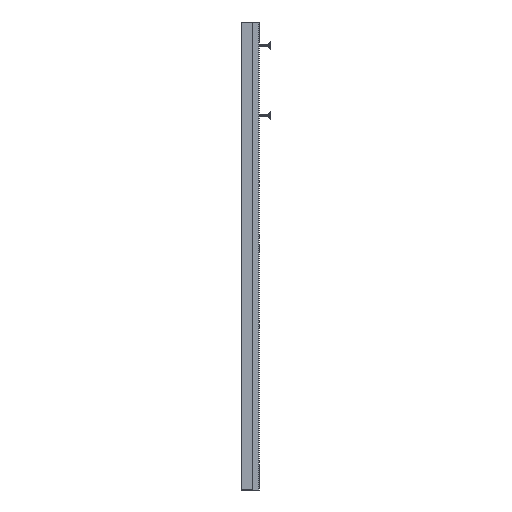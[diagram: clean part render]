
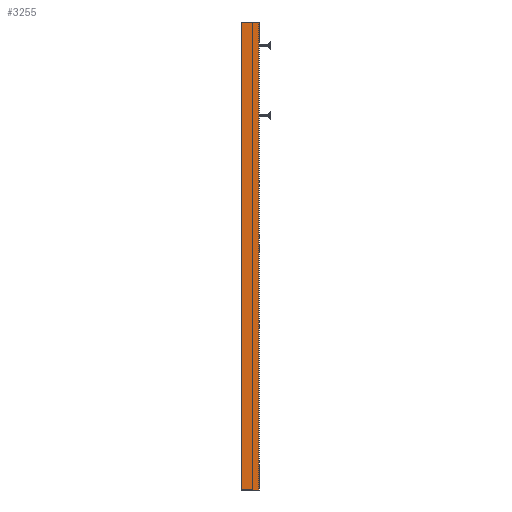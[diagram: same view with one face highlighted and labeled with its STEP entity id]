
A CAD part, left-side view. The second image highlights one B-rep face of the part: STEP entity #3255.
In plain terms, the highlighted planar face has unit normal (-1, 0, 0).
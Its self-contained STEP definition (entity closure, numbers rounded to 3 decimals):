
#1113=DIRECTION('',(0.,-0.707,0.707));
#1114=VECTOR('',#1113,2.828);
#1115=CARTESIAN_POINT('',(-250.,78.,998.));
#1116=LINE('',#1115,#1114);
#1120=DIRECTION('',(0.,0.,1.));
#1121=VECTOR('',#1120,2000.);
#1122=CARTESIAN_POINT('',(-250.,3.,-1000.));
#1123=LINE('',#1122,#1121);
#1127=DIRECTION('',(0.,0.707,0.707));
#1128=VECTOR('',#1127,2.828);
#1129=CARTESIAN_POINT('',(-250.,76.,-1000.));
#1130=LINE('',#1129,#1128);
#1141=DIRECTION('',(0.,0.,1.));
#1142=VECTOR('',#1141,1996.);
#1143=CARTESIAN_POINT('',(-250.,78.,-998.));
#1144=LINE('',#1143,#1142);
#1169=DIRECTION('',(0.,1.,0.));
#1170=VECTOR('',#1169,73.);
#1171=CARTESIAN_POINT('',(-250.,3.,-1000.));
#1172=LINE('',#1171,#1170);
#1255=DIRECTION('',(0.,1.,0.));
#1256=VECTOR('',#1255,73.);
#1257=CARTESIAN_POINT('',(-250.,3.,1000.));
#1258=LINE('',#1257,#1256);
#2502=CARTESIAN_POINT('',(-250.,78.,998.));
#2503=CARTESIAN_POINT('',(-250.,76.,1000.));
#2504=VERTEX_POINT('',#2502);
#2505=VERTEX_POINT('',#2503);
#2510=CARTESIAN_POINT('',(-250.,76.,-1000.));
#2511=CARTESIAN_POINT('',(-250.,78.,-998.));
#2512=VERTEX_POINT('',#2510);
#2513=VERTEX_POINT('',#2511);
#2518=CARTESIAN_POINT('',(-250.,3.,-1000.));
#2519=VERTEX_POINT('',#2518);
#2520=CARTESIAN_POINT('',(-250.,3.,1000.));
#2521=VERTEX_POINT('',#2520);
#3237=CARTESIAN_POINT('',(-250.,3.,-1000.));
#3238=DIRECTION('',(1.,0.,0.));
#3239=DIRECTION('',(0.,1.,0.));
#3240=AXIS2_PLACEMENT_3D('',#3237,#3238,#3239);
#3241=PLANE('',#3240);
#3243=ORIENTED_EDGE('',*,*,#3242,.T.);
#3245=ORIENTED_EDGE('',*,*,#3244,.F.);
#3246=ORIENTED_EDGE('',*,*,#3229,.F.);
#3248=ORIENTED_EDGE('',*,*,#3247,.T.);
#3250=ORIENTED_EDGE('',*,*,#3249,.T.);
#3252=ORIENTED_EDGE('',*,*,#3251,.T.);
#3253=EDGE_LOOP('',(#3243,#3245,#3246,#3248,#3250,#3252));
#3254=FACE_OUTER_BOUND('',#3253,.F.);
#3229=EDGE_CURVE('',#2519,#2521,#1123,.T.);
#3242=EDGE_CURVE('',#2504,#2505,#1116,.T.);
#3244=EDGE_CURVE('',#2521,#2505,#1258,.T.);
#3247=EDGE_CURVE('',#2519,#2512,#1172,.T.);
#3249=EDGE_CURVE('',#2512,#2513,#1130,.T.);
#3251=EDGE_CURVE('',#2513,#2504,#1144,.T.);
#3255=ADVANCED_FACE('',(#3254),#3241,.F.);
